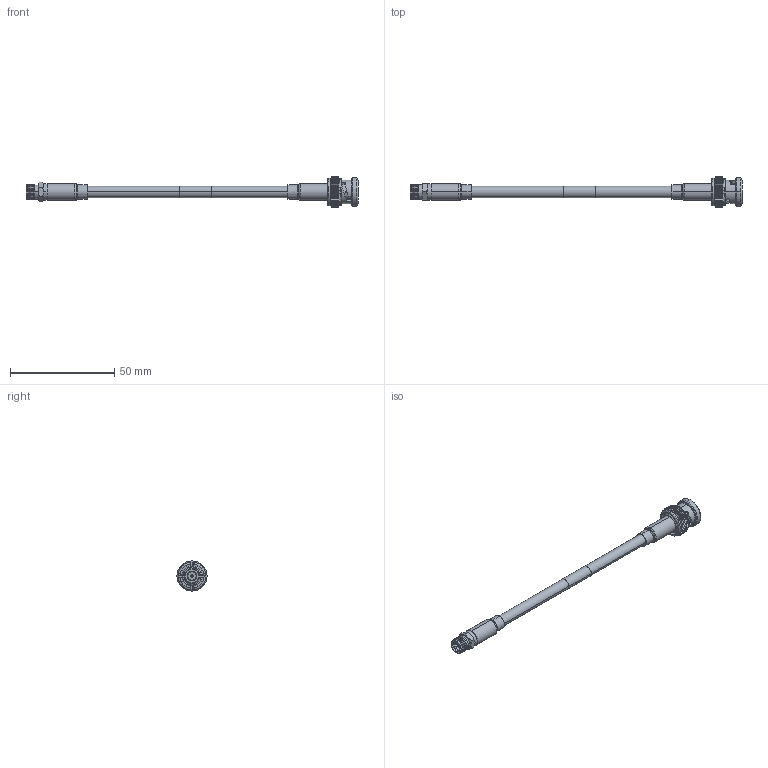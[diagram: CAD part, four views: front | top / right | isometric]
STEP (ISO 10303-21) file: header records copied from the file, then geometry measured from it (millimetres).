
FILE_DESCRIPTION (( 'STEP AP203' ), '1' );
FILE_NAME ('FMCA2677.STEP', '2022-03-09T16:16:44', ( '' ), ( '' ), 'SwSTEP 2.0', 'SolidWorks 2021', '' );
FILE_SCHEMA (( 'CONFIG_CONTROL_DESIGN' ));
Length unit declared in the file: millimetre
Products named in the file (8): FMCN1747___; RG223_with label; PE4412-MA3; PE4412-MA2; FMCN1567; CA-240-MA1_.75" Long; PE4412-MA1; FMCA2677
Assembly tree (8 placements, depth 3):
  FMCA2677
    RG223_with label
    FMCN1567
    FMCN1747___
      PE4412-MA1
      PE4412-MA2
      PE4412-MA3
    CA-240-MA1_.75" Long  x2
Bounding box: 159.5 x 14.46 x 14.46 mm (x, y, z)
Volume: 5212.4 mm3; surface area: 8628.6 mm2
Topology: 9 solids, 9 shells, 1056 faces, 2403 edges, 1379 vertices
Faces by surface type: bspline 332, cylinder 254, plane 246, cone 208, torus 16
Entity records: 35309 total; most frequent: CARTESIAN_POINT 15556, ORIENTED_EDGE 4710, DIRECTION 3105, EDGE_CURVE 2355, VERTEX_POINT 1355, AXIS2_PLACEMENT_3D 1313, EDGE_LOOP 1068, FACE_OUTER_BOUND 1034
